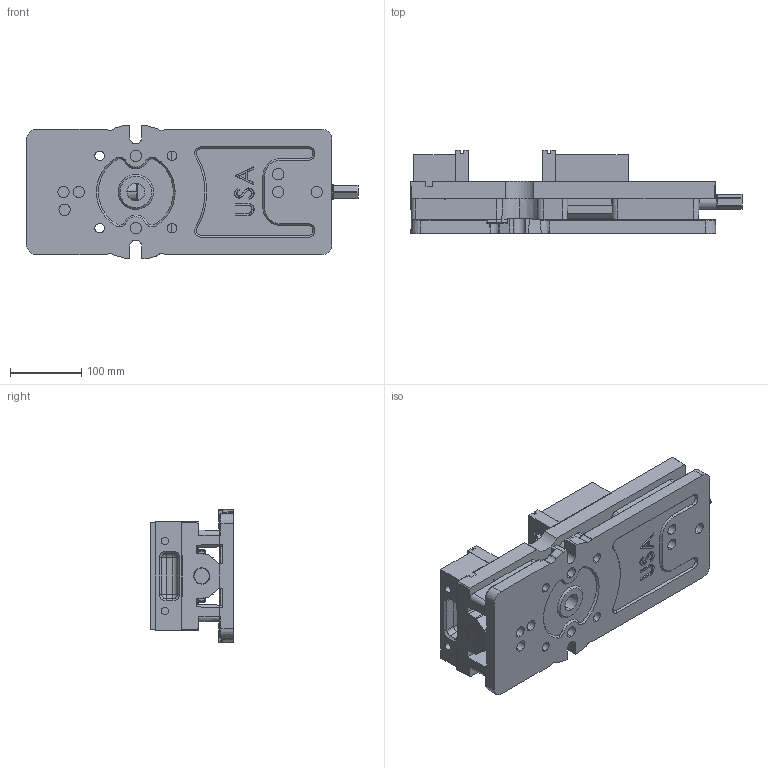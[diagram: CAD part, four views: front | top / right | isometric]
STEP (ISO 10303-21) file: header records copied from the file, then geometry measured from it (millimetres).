
FILE_DESCRIPTION (( 'STEP AP214' ), '1' );
FILE_NAME ('KURT STEGA.STEP', '2023-06-30T11:31:39', ( '' ), ( '' ), 'SwSTEP 2.0', 'SolidWorks 2022', '' );
FILE_SCHEMA (( 'AUTOMOTIVE_DESIGN' ));
Length unit declared in the file: millimetre
Products named in the file (12): Kurt Stega Slobodna; Vijak Pločica; Vođica; Vijak Čeljusti; Kurt Stega Fiksna; Telo Stege; Čeljust; Matica; Čeljust 2; Zavojno; Pločica Stege; KURT STEGA
Assembly tree (16 placements, depth 3):
  KURT STEGA
    Kurt Stega Fiksna
      Čeljust
      Pločica Stege
      Telo Stege
      Vijak Čeljusti  x2
      Vijak Pločica  x2
      Zavojno
    Kurt Stega Slobodna
      Čeljust 2
      Matica
      Vođica
      Pločica Stege
      Vijak Pločica  x2
Bounding box: 466.26 x 116.46 x 187.84 mm (x, y, z)
Volume: 4197398.3 mm3; surface area: 614996.4 mm2
Topology: 14 solids, 14 shells, 928 faces, 2358 edges, 1483 vertices
Faces by surface type: plane 494, cylinder 229, cone 130, bspline 34, torus 27, sphere 14
Entity records: 30313 total; most frequent: CARTESIAN_POINT 8829, ORIENTED_EDGE 4176, DIRECTION 4018, EDGE_CURVE 2088, AXIS2_PLACEMENT_3D 1349, VERTEX_POINT 1326, LINE 1320, VECTOR 1320
